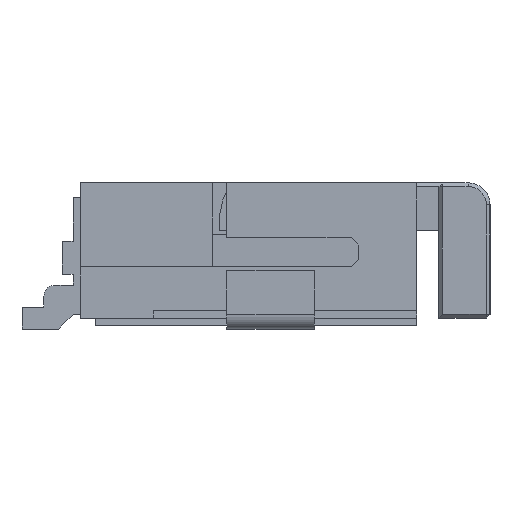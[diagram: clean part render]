
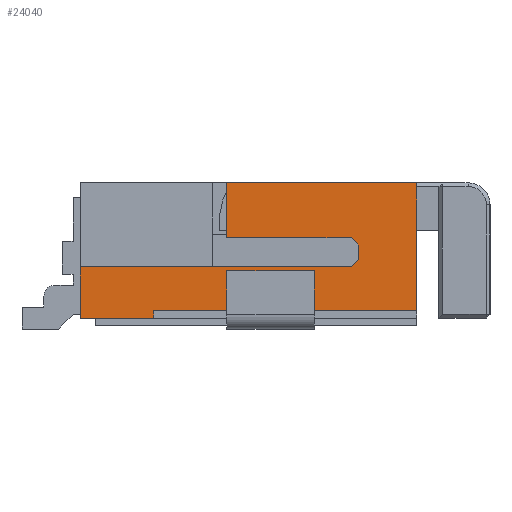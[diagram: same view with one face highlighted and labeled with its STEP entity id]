
A CAD part, left-side view. The second image highlights one B-rep face of the part: STEP entity #24040.
In plain terms, the highlighted planar face has unit normal (-1, 0, 0).
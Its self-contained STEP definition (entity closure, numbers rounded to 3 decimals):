
#658=FACE_OUTER_BOUND('',#1923,.T.);
#1923=EDGE_LOOP('',(#18085,#18086,#18087,#18088,#18089,#18090,#18091,#18092,
#18093,#18094,#18095,#18096));
#4195=LINE('',#35117,#7560);
#4200=LINE('',#35126,#7565);
#4204=LINE('',#35135,#7569);
#4208=LINE('',#35142,#7573);
#4209=LINE('',#35146,#7574);
#4212=LINE('',#35151,#7577);
#4214=LINE('',#35154,#7579);
#4215=LINE('',#35157,#7580);
#4217=LINE('',#35161,#7582);
#4244=LINE('',#35214,#7609);
#4395=LINE('',#35513,#7760);
#4396=LINE('',#35515,#7761);
#7560=VECTOR('',#28526,0.1);
#7565=VECTOR('',#28533,3.6);
#7569=VECTOR('',#28541,0.141);
#7573=VECTOR('',#28547,3.7);
#7574=VECTOR('',#28550,0.141);
#7577=VECTOR('',#28555,1.7);
#7579=VECTOR('',#28559,0.2);
#7580=VECTOR('',#28562,0.75);
#7582=VECTOR('',#28566,2.6);
#7609=VECTOR('',#28613,1.75);
#7760=VECTOR('',#28796,0.7);
#7761=VECTOR('',#28799,1.);
#10498=VERTEX_POINT('',#35113);
#10500=VERTEX_POINT('',#35116);
#10503=VERTEX_POINT('',#35124);
#10505=VERTEX_POINT('',#35132);
#10506=VERTEX_POINT('',#35134);
#10508=VERTEX_POINT('',#35140);
#10509=VERTEX_POINT('',#35144);
#10510=VERTEX_POINT('',#35145);
#10511=VERTEX_POINT('',#35150);
#10512=VERTEX_POINT('',#35156);
#10513=VERTEX_POINT('',#35160);
#10661=VERTEX_POINT('',#35511);
#13225=EDGE_CURVE('',#10500,#10498,#4195,.T.);
#13230=EDGE_CURVE('',#10498,#10503,#4200,.T.);
#13234=EDGE_CURVE('',#10505,#10506,#4204,.T.);
#13238=EDGE_CURVE('',#10508,#10505,#4208,.T.);
#13239=EDGE_CURVE('',#10509,#10510,#4209,.T.);
#13242=EDGE_CURVE('',#10510,#10511,#4212,.T.);
#13244=EDGE_CURVE('',#10506,#10509,#4214,.T.);
#13245=EDGE_CURVE('',#10511,#10512,#4215,.T.);
#13247=EDGE_CURVE('',#10512,#10513,#4217,.T.);
#13274=EDGE_CURVE('',#10503,#10513,#4244,.T.);
#13425=EDGE_CURVE('',#10661,#10508,#4395,.T.);
#13426=EDGE_CURVE('',#10661,#10500,#4396,.T.);
#18085=ORIENTED_EDGE('',*,*,#13274,.T.);
#18086=ORIENTED_EDGE('',*,*,#13247,.F.);
#18087=ORIENTED_EDGE('',*,*,#13245,.F.);
#18088=ORIENTED_EDGE('',*,*,#13242,.F.);
#18089=ORIENTED_EDGE('',*,*,#13239,.F.);
#18090=ORIENTED_EDGE('',*,*,#13244,.F.);
#18091=ORIENTED_EDGE('',*,*,#13234,.F.);
#18092=ORIENTED_EDGE('',*,*,#13238,.F.);
#18093=ORIENTED_EDGE('',*,*,#13425,.F.);
#18094=ORIENTED_EDGE('',*,*,#13426,.T.);
#18095=ORIENTED_EDGE('',*,*,#13225,.T.);
#18096=ORIENTED_EDGE('',*,*,#13230,.T.);
#22454=PLANE('',#25272);
#24040=ADVANCED_FACE('',(#658),#22454,.T.);
#25272=AXIS2_PLACEMENT_3D('',#35514,#28797,#28798);
#28526=DIRECTION('',(0.,0.,1.));
#28533=DIRECTION('',(0.,-1.,0.));
#28541=DIRECTION('',(0.,-0.707,0.707));
#28547=DIRECTION('',(0.,-1.,0.));
#28550=DIRECTION('',(0.,0.707,0.707));
#28555=DIRECTION('',(0.,1.,0.));
#28559=DIRECTION('',(0.,0.,1.));
#28562=DIRECTION('',(0.,0.,1.));
#28566=DIRECTION('',(0.,-1.,0.));
#28613=DIRECTION('',(0.,0.,1.));
#28796=DIRECTION('',(0.,0.,1.));
#28797=DIRECTION('center_axis',(-1.,0.,0.));
#28798=DIRECTION('ref_axis',(0.,0.,-1.));
#28799=DIRECTION('',(0.,-1.,0.));
#35113=CARTESIAN_POINT('',(-8.55,0.3,0.25));
#35116=CARTESIAN_POINT('',(-8.55,0.3,0.15));
#35117=CARTESIAN_POINT('',(-8.55,0.3,0.25));
#35124=CARTESIAN_POINT('',(-8.55,-3.3,0.25));
#35126=CARTESIAN_POINT('',(-8.55,1.3,0.25));
#35132=CARTESIAN_POINT('',(-8.55,-2.4,0.85));
#35134=CARTESIAN_POINT('',(-8.55,-2.5,0.95));
#35135=CARTESIAN_POINT('',(-8.55,-1.5,-0.05));
#35140=CARTESIAN_POINT('',(-8.55,1.3,0.85));
#35142=CARTESIAN_POINT('',(-8.55,1.3,0.85));
#35144=CARTESIAN_POINT('',(-8.55,-2.5,1.15));
#35145=CARTESIAN_POINT('',(-8.55,-2.4,1.25));
#35146=CARTESIAN_POINT('',(-8.55,-1.6,2.05));
#35150=CARTESIAN_POINT('',(-8.55,-0.7,1.25));
#35151=CARTESIAN_POINT('',(-8.55,-2.5,1.25));
#35154=CARTESIAN_POINT('',(-8.55,-2.5,0.85));
#35156=CARTESIAN_POINT('',(-8.55,-0.7,2.));
#35157=CARTESIAN_POINT('',(-8.55,-0.7,1.25));
#35160=CARTESIAN_POINT('',(-8.55,-3.3,2.));
#35161=CARTESIAN_POINT('',(-8.55,-0.7,2.));
#35214=CARTESIAN_POINT('',(-8.55,-3.3,0.962));
#35511=CARTESIAN_POINT('',(-8.55,1.3,0.15));
#35513=CARTESIAN_POINT('',(-8.55,1.3,0.25));
#35514=CARTESIAN_POINT('Origin',(-8.55,1.3,0.85));
#35515=CARTESIAN_POINT('',(-8.55,1.3,0.15));
